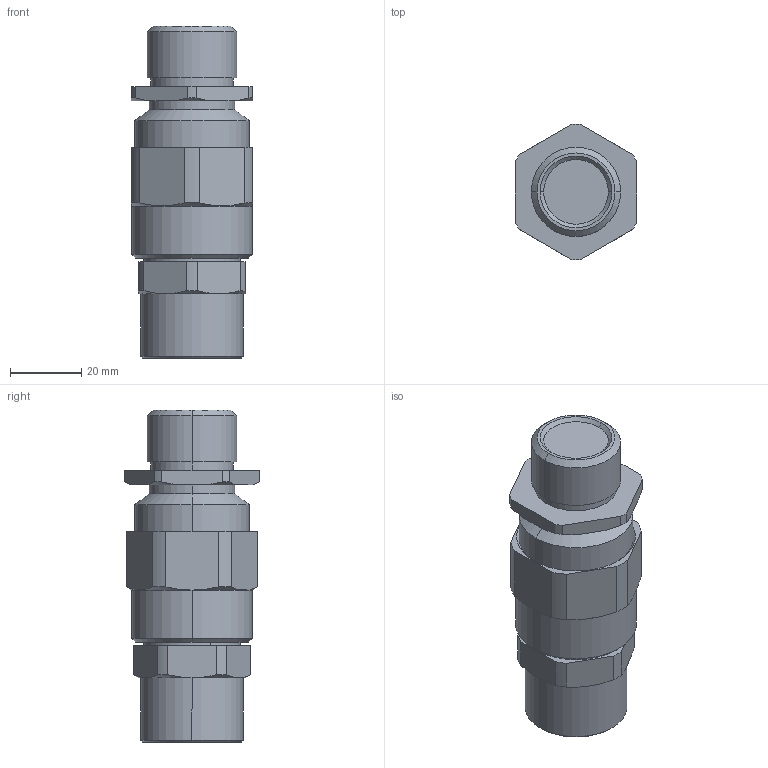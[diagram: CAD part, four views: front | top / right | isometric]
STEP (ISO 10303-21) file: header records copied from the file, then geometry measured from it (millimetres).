
FILE_DESCRIPTION (( 'STEP AP203' ), '1' );
FILE_NAME ('ﾊﾎﾂﾒﾂﾋ2MGﾍ.STEP', '2021-05-28T11:59:38', ( '' ), ( '' ), 'SwSTEP 2.0', 'SolidWorks 2018', '' );
FILE_SCHEMA (( 'CONFIG_CONTROL_DESIGN' ));
Length unit declared in the file: millimetre
Products named in the file (1): ﾊﾎﾂﾒﾂﾋ2MGﾍ
Bounding box: 34 x 37.99 x 93 mm (x, y, z)
Volume: 68107.4 mm3; surface area: 12800 mm2
Topology: 1 solids, 1 shells, 97 faces, 232 edges, 148 vertices
Faces by surface type: cylinder 36, plane 31, cone 30
Entity records: 3007 total; most frequent: CARTESIAN_POINT 642, DIRECTION 500, ORIENTED_EDGE 464, EDGE_CURVE 232, AXIS2_PLACEMENT_3D 202, VERTEX_POINT 148, EDGE_LOOP 108, CIRCLE 104
